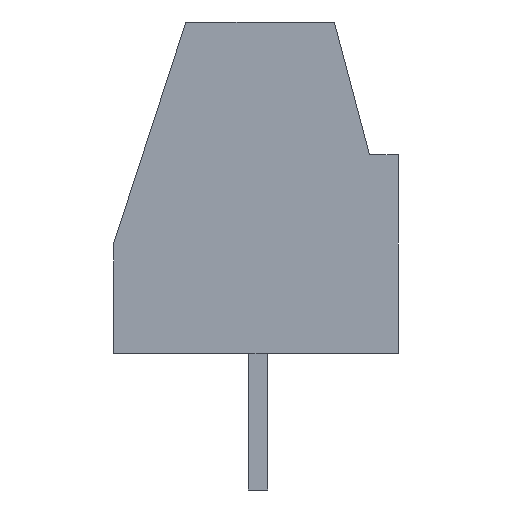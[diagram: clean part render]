
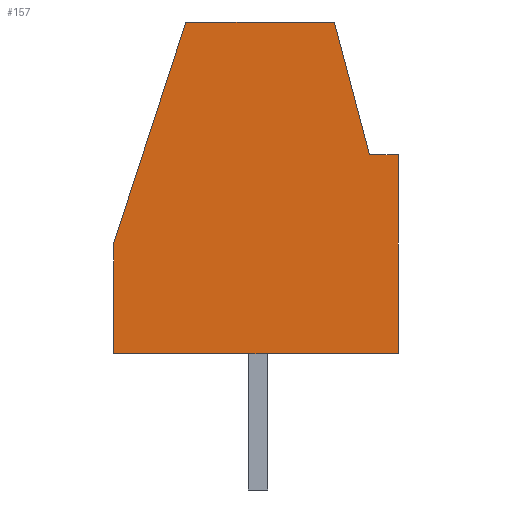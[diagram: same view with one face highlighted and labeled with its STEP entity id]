
A CAD part, left-side view. The second image highlights one B-rep face of the part: STEP entity #157.
In plain terms, the highlighted planar face has unit normal (-1, 0, 0).
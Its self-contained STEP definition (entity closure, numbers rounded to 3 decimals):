
#13=DIRECTION('',(0.,0.,1.));
#21=EDGE_CURVE('',#22,#24,#26,.T.);
#22=VERTEX_POINT('',#23);
#23=CARTESIAN_POINT('',(-1.905,-3.6,0.));
#24=VERTEX_POINT('',#25);
#25=CARTESIAN_POINT('',(-1.905,3.7,0.));
#26=LINE('',#23,#27);
#27=VECTOR('',#28,1.);
#28=DIRECTION('',(0.,1.,0.));
#35=DIRECTION('',(1.,0.,0.));
#115=VECTOR('',#116,1.);
#116=DIRECTION('',(0.,-1.,0.));
#157=ADVANCED_FACE('',(#158),#198,.F.);
#158=FACE_BOUND('',#159,.F.);
#159=EDGE_LOOP('',(#160,#167,#173,#174,#180,#187,#193));
#160=ORIENTED_EDGE('',*,*,#161,.T.);
#161=EDGE_CURVE('',#162,#164,#166,.T.);
#162=VERTEX_POINT('',#163);
#163=CARTESIAN_POINT('',(-1.905,-2.86,5.1));
#164=VERTEX_POINT('',#165);
#165=CARTESIAN_POINT('',(-1.905,-3.6,5.1));
#166=LINE('',#163,#115);
#167=ORIENTED_EDGE('',*,*,#168,.T.);
#168=EDGE_CURVE('',#164,#22,#169,.T.);
#169=LINE('',#170,#171);
#170=CARTESIAN_POINT('',(-1.905,-3.6,8.5));
#171=VECTOR('',#172,1.);
#172=DIRECTION('',(0.,0.,-1.));
#173=ORIENTED_EDGE('',*,*,#21,.T.);
#174=ORIENTED_EDGE('',*,*,#175,.T.);
#175=EDGE_CURVE('',#24,#176,#178,.T.);
#176=VERTEX_POINT('',#177);
#177=CARTESIAN_POINT('',(-1.905,3.7,2.81));
#178=LINE('',#25,#179);
#179=VECTOR('',#13,1.);
#180=ORIENTED_EDGE('',*,*,#181,.F.);
#181=EDGE_CURVE('',#182,#176,#184,.T.);
#182=VERTEX_POINT('',#183);
#183=CARTESIAN_POINT('',(-1.905,1.85,8.5));
#184=LINE('',#183,#185);
#185=VECTOR('',#186,1.);
#186=DIRECTION('',(0.,0.309,-0.951));
#187=ORIENTED_EDGE('',*,*,#188,.T.);
#188=EDGE_CURVE('',#182,#189,#191,.T.);
#189=VERTEX_POINT('',#190);
#190=CARTESIAN_POINT('',(-1.905,-1.96,8.5));
#191=LINE('',#192,#115);
#192=CARTESIAN_POINT('',(-1.905,3.7,8.5));
#193=ORIENTED_EDGE('',*,*,#194,.T.);
#194=EDGE_CURVE('',#189,#162,#195,.T.);
#195=LINE('',#190,#196);
#196=VECTOR('',#197,1.);
#197=DIRECTION('',(0.,-0.256,-0.967));
#198=PLANE('',#199);
#199=AXIS2_PLACEMENT_3D('',#200,#35,#201);
#200=CARTESIAN_POINT('',(-1.905,0.05,4.25));
#201=DIRECTION('',(-0.,0.,1.));
